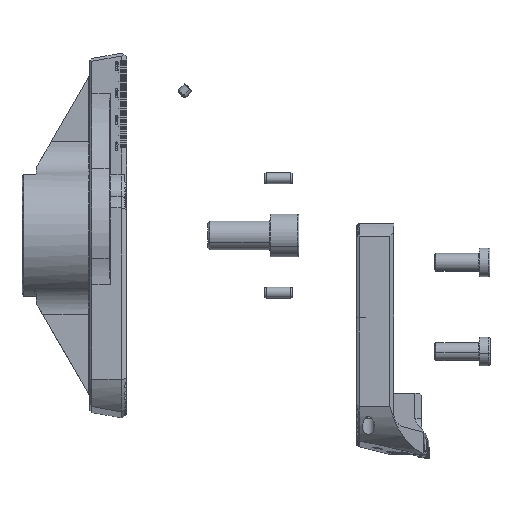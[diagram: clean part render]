
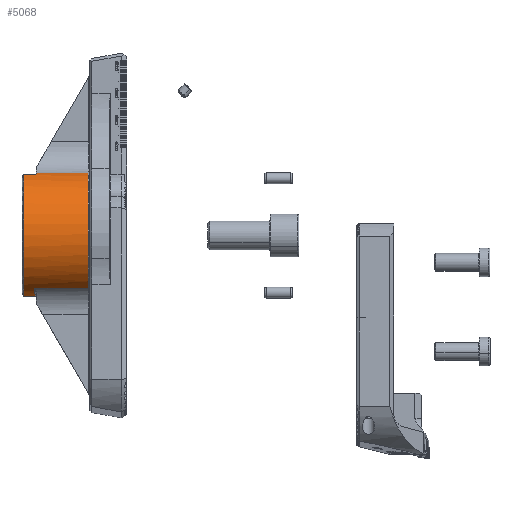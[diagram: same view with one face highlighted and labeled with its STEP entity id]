
A CAD part, front view. The second image highlights one B-rep face of the part: STEP entity #5068.
In plain terms, the highlighted cylindrical face has radius 36 mm (diameter 72 mm), a partial arc.
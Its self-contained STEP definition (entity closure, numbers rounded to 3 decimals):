
#81 = VERTEX_POINT ( 'NONE', #110194 ) ;
#1699 = CARTESIAN_POINT ( 'NONE',  ( 7.2, 0., 0. ) ) ;
#1865 = CARTESIAN_POINT ( 'NONE',  ( 7.3, -12.151, 33.888 ) ) ;
#3876 = AXIS2_PLACEMENT_3D ( 'NONE', #43145, #56110, #89491 ) ;
#4027 = EDGE_CURVE ( 'NONE', #82712, #131100, #28323, .T. ) ;
#5029 = ORIENTED_EDGE ( 'NONE', *, *, #76431, .T. ) ;
#5068 = ADVANCED_FACE ( 'NONE', ( #20496 ), #76927, .T. ) ;
#7022 = AXIS2_PLACEMENT_3D ( 'NONE', #7542, #101933, #114122 ) ;
#7542 = CARTESIAN_POINT ( 'NONE',  ( -67.078, 0., 0. ) ) ;
#7608 = CARTESIAN_POINT ( 'NONE',  ( 1., -12.375, -33.806 ) ) ;
#7658 = ORIENTED_EDGE ( 'NONE', *, *, #8571, .T. ) ;
#8571 = EDGE_CURVE ( 'NONE', #90940, #101614, #139934, .T. ) ;
#11383 = ORIENTED_EDGE ( 'NONE', *, *, #86480, .T. ) ;
#16608 = VERTEX_POINT ( 'NONE', #84152 ) ;
#20496 = FACE_OUTER_BOUND ( 'NONE', #112499, .T. ) ;
#21053 = DIRECTION ( 'NONE',  ( -1., 0., 0. ) ) ;
#21233 = CIRCLE ( 'NONE', #118527, 36. ) ;
#23936 = ORIENTED_EDGE ( 'NONE', *, *, #101268, .T. ) ;
#25477 = CARTESIAN_POINT ( 'NONE',  ( 7.76, -11., 34.278 ) ) ;
#25518 = CARTESIAN_POINT ( 'NONE',  ( 7.402, -11.925, 33.969 ) ) ;
#26187 = ORIENTED_EDGE ( 'NONE', *, *, #106861, .T. ) ;
#27062 = VECTOR ( 'NONE', #132235, 1000. ) ;
#27569 = CARTESIAN_POINT ( 'NONE',  ( -67.078, -12.375, -33.806 ) ) ;
#28225 = CARTESIAN_POINT ( 'NONE',  ( 8., -9.696, 34.67 ) ) ;
#28323 = LINE ( 'NONE', #27569, #74961 ) ;
#37928 = EDGE_CURVE ( 'NONE', #78360, #16608, #45461, .T. ) ;
#38523 = CARTESIAN_POINT ( 'NONE',  ( 7.592, -11.468, 34.126 ) ) ;
#42696 = CARTESIAN_POINT ( 'NONE',  ( 7.2, -12.375, 33.806 ) ) ;
#43145 = CARTESIAN_POINT ( 'NONE',  ( 8., 0., 0. ) ) ;
#44049 = CARTESIAN_POINT ( 'NONE',  ( -67.078, -12.375, 33.806 ) ) ;
#45025 = B_SPLINE_CURVE_WITH_KNOTS ( 'NONE', 3,
 ( #48373, #83331, #129835, #85605, #107618, #25477 ),
 .UNSPECIFIED., .F., .F.,
 ( 4, 2, 4 ),
 ( 0., 0.001, 0.001 ),
 .UNSPECIFIED. ) ;
#45461 = LINE ( 'NONE', #127700, #118682 ) ;
#46808 = ORIENTED_EDGE ( 'NONE', *, *, #100467, .F. ) ;
#48373 = CARTESIAN_POINT ( 'NONE',  ( 8., -9.696, 34.67 ) ) ;
#49044 = CARTESIAN_POINT ( 'NONE',  ( 7.76, -11., 34.278 ) ) ;
#50490 = B_SPLINE_CURVE_WITH_KNOTS ( 'NONE', 3,
 ( #142796, #83373, #38523, #25518, #1865, #72043 ),
 .UNSPECIFIED., .F., .F.,
 ( 4, 2, 4 ),
 ( 0.001, 0.002, 0.003 ),
 .UNSPECIFIED. ) ;
#55293 = ORIENTED_EDGE ( 'NONE', *, *, #4027, .T. ) ;
#56110 = DIRECTION ( 'NONE',  ( -1., 0., 0. ) ) ;
#61481 = CARTESIAN_POINT ( 'NONE',  ( -67.078, -20.667, -29.477 ) ) ;
#61935 = DIRECTION ( 'NONE',  ( -1., 0., 0. ) ) ;
#62649 = DIRECTION ( 'NONE',  ( 1., 0., 0. ) ) ;
#62890 = VERTEX_POINT ( 'NONE', #28225 ) ;
#68901 = EDGE_CURVE ( 'NONE', #135174, #81, #72892, .T. ) ;
#71824 = DIRECTION ( 'NONE',  ( 0., 0., -1. ) ) ;
#72043 = CARTESIAN_POINT ( 'NONE',  ( 7.2, -12.375, 33.806 ) ) ;
#72563 = DIRECTION ( 'NONE',  ( 1., 0., 0. ) ) ;
#72892 = LINE ( 'NONE', #61481, #27062 ) ;
#73353 = DIRECTION ( 'NONE',  ( 0., 0., 1. ) ) ;
#74961 = VECTOR ( 'NONE', #72563, 1000. ) ;
#76431 = EDGE_CURVE ( 'NONE', #131100, #135174, #21233, .T. ) ;
#76927 = CYLINDRICAL_SURFACE ( 'NONE', #7022, 36. ) ;
#78360 = VERTEX_POINT ( 'NONE', #111124 ) ;
#80651 = VECTOR ( 'NONE', #128514, 1000. ) ;
#82322 = ORIENTED_EDGE ( 'NONE', *, *, #37928, .T. ) ;
#82712 = VERTEX_POINT ( 'NONE', #7608 ) ;
#83331 = CARTESIAN_POINT ( 'NONE',  ( 8., -9.921, 34.607 ) ) ;
#83373 = CARTESIAN_POINT ( 'NONE',  ( 7.682, -11.236, 34.202 ) ) ;
#83612 = CARTESIAN_POINT ( 'NONE',  ( 7.2, -20.667, -29.477 ) ) ;
#84152 = CARTESIAN_POINT ( 'NONE',  ( 8., -8.667, 34.941 ) ) ;
#85605 = CARTESIAN_POINT ( 'NONE',  ( 7.888, -10.575, 34.412 ) ) ;
#86480 = EDGE_CURVE ( 'NONE', #62890, #132148, #45025, .T. ) ;
#87918 = CIRCLE ( 'NONE', #107351, 36. ) ;
#89491 = DIRECTION ( 'NONE',  ( 0., 0., 1. ) ) ;
#90940 = VERTEX_POINT ( 'NONE', #42696 ) ;
#100467 = EDGE_CURVE ( 'NONE', #62890, #16608, #145029, .T. ) ;
#101268 = EDGE_CURVE ( 'NONE', #132148, #90940, #50490, .T. ) ;
#101614 = VERTEX_POINT ( 'NONE', #108242 ) ;
#101933 = DIRECTION ( 'NONE',  ( -1., 0., 0. ) ) ;
#106861 = EDGE_CURVE ( 'NONE', #101614, #82712, #131378, .T. ) ;
#107168 = ORIENTED_EDGE ( 'NONE', *, *, #109234, .T. ) ;
#107351 = AXIS2_PLACEMENT_3D ( 'NONE', #139086, #149754, #138319 ) ;
#107618 = CARTESIAN_POINT ( 'NONE',  ( 7.829, -10.789, 34.346 ) ) ;
#108242 = CARTESIAN_POINT ( 'NONE',  ( 1., -12.375, 33.806 ) ) ;
#109234 = EDGE_CURVE ( 'NONE', #81, #78360, #87918, .T. ) ;
#110194 = CARTESIAN_POINT ( 'NONE',  ( 37.2, -20.667, -29.477 ) ) ;
#111124 = CARTESIAN_POINT ( 'NONE',  ( 37.2, -8.667, 34.941 ) ) ;
#112499 = EDGE_LOOP ( 'NONE', ( #7658, #26187, #55293, #5029, #146855, #107168, #82322, #46808, #11383, #23936 ) ) ;
#114122 = DIRECTION ( 'NONE',  ( 0., 0., 1. ) ) ;
#118527 = AXIS2_PLACEMENT_3D ( 'NONE', #1699, #61935, #73353 ) ;
#118682 = VECTOR ( 'NONE', #21053, 1000. ) ;
#123736 = CARTESIAN_POINT ( 'NONE',  ( 7.2, -12.375, -33.806 ) ) ;
#126509 = AXIS2_PLACEMENT_3D ( 'NONE', #129650, #62649, #71824 ) ;
#127700 = CARTESIAN_POINT ( 'NONE',  ( -67.078, -8.667, 34.941 ) ) ;
#128514 = DIRECTION ( 'NONE',  ( -1., 0., 0. ) ) ;
#129650 = CARTESIAN_POINT ( 'NONE',  ( 1., 0., 0. ) ) ;
#129835 = CARTESIAN_POINT ( 'NONE',  ( 7.973, -10.141, 34.543 ) ) ;
#131100 = VERTEX_POINT ( 'NONE', #123736 ) ;
#131378 = CIRCLE ( 'NONE', #126509, 36. ) ;
#132148 = VERTEX_POINT ( 'NONE', #49044 ) ;
#132235 = DIRECTION ( 'NONE',  ( 1., 0., 0. ) ) ;
#135174 = VERTEX_POINT ( 'NONE', #83612 ) ;
#138319 = DIRECTION ( 'NONE',  ( 0., 0., -1. ) ) ;
#139086 = CARTESIAN_POINT ( 'NONE',  ( 37.2, 0., 0. ) ) ;
#139934 = LINE ( 'NONE', #44049, #80651 ) ;
#142796 = CARTESIAN_POINT ( 'NONE',  ( 7.76, -11., 34.278 ) ) ;
#145029 = CIRCLE ( 'NONE', #3876, 36. ) ;
#146855 = ORIENTED_EDGE ( 'NONE', *, *, #68901, .T. ) ;
#149754 = DIRECTION ( 'NONE',  ( -1., 0., 0. ) ) ;
